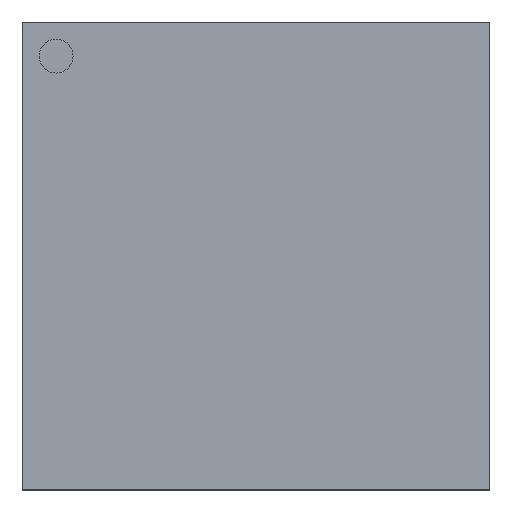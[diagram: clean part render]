
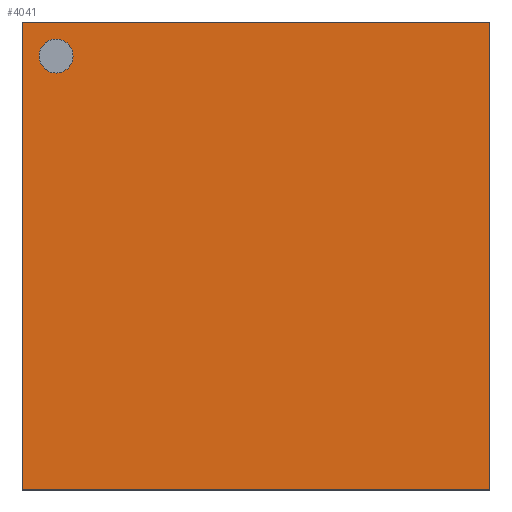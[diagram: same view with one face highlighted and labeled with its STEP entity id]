
A CAD part, top view. The second image highlights one B-rep face of the part: STEP entity #4041.
In plain terms, the highlighted planar face has unit normal (0, 0, 1).
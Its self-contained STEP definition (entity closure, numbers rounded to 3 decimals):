
#530=LINE('',#7333,#542);
#533=LINE('',#7339,#545);
#536=LINE('',#7345,#548);
#539=LINE('',#7349,#551);
#542=VECTOR('',#5599,11.);
#545=VECTOR('',#5604,11.);
#548=VECTOR('',#5609,11.);
#551=VECTOR('',#5614,11.);
#557=PLANE('',#4733);
#900=FACE_BOUND('',#1597,.T.);
#1077=FACE_OUTER_BOUND('',#1596,.T.);
#1596=EDGE_LOOP('',(#3344,#3345,#3346,#3347));
#1597=EDGE_LOOP('',(#3348));
#2280=CIRCLE('',#4727,0.4);
#2622=VERTEX_POINT('',#7323);
#2625=VERTEX_POINT('',#7330);
#2626=VERTEX_POINT('',#7332);
#2628=VERTEX_POINT('',#7338);
#2630=VERTEX_POINT('',#7344);
#2972=EDGE_CURVE('',#2622,#2622,#2280,.T.);
#2975=EDGE_CURVE('',#2626,#2625,#530,.T.);
#2978=EDGE_CURVE('',#2628,#2626,#533,.T.);
#2981=EDGE_CURVE('',#2630,#2628,#536,.T.);
#2984=EDGE_CURVE('',#2625,#2630,#539,.T.);
#3344=ORIENTED_EDGE('',*,*,#2984,.T.);
#3345=ORIENTED_EDGE('',*,*,#2981,.T.);
#3346=ORIENTED_EDGE('',*,*,#2978,.T.);
#3347=ORIENTED_EDGE('',*,*,#2975,.T.);
#3348=ORIENTED_EDGE('',*,*,#2972,.T.);
#4041=ADVANCED_FACE('',(#1077,#900),#557,.T.);
#4727=AXIS2_PLACEMENT_3D('',#7324,#5591,#5592);
#4733=AXIS2_PLACEMENT_3D('',#7350,#5615,#5616);
#5591=DIRECTION('center_axis',(0.,0.,-1.));
#5592=DIRECTION('ref_axis',(-1.,0.,0.));
#5599=DIRECTION('',(-1.,0.,0.));
#5604=DIRECTION('',(0.,1.,0.));
#5609=DIRECTION('',(1.,0.,0.));
#5614=DIRECTION('',(0.,-1.,0.));
#5615=DIRECTION('center_axis',(0.,0.,1.));
#5616=DIRECTION('ref_axis',(1.,0.,0.));
#7323=CARTESIAN_POINT('',(-4.3,4.7,1.55));
#7324=CARTESIAN_POINT('Origin',(-4.7,4.7,1.55));
#7330=CARTESIAN_POINT('',(-5.5,5.5,1.55));
#7332=CARTESIAN_POINT('',(5.5,5.5,1.55));
#7333=CARTESIAN_POINT('',(5.5,5.5,1.55));
#7338=CARTESIAN_POINT('',(5.5,-5.5,1.55));
#7339=CARTESIAN_POINT('',(5.5,-5.5,1.55));
#7344=CARTESIAN_POINT('',(-5.5,-5.5,1.55));
#7345=CARTESIAN_POINT('',(-5.5,-5.5,1.55));
#7349=CARTESIAN_POINT('',(-5.5,5.5,1.55));
#7350=CARTESIAN_POINT('Origin',(0.,0.,1.55));
